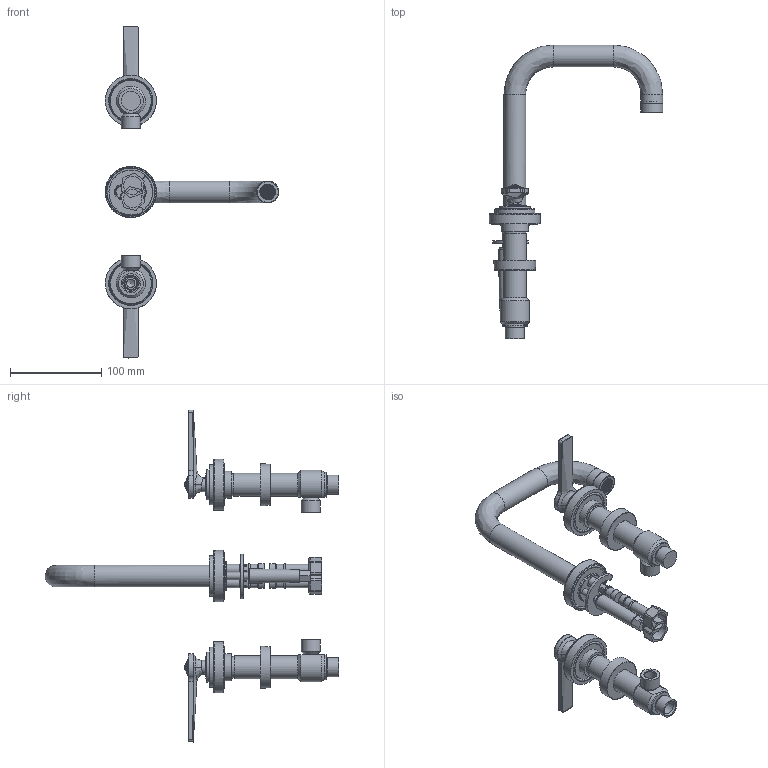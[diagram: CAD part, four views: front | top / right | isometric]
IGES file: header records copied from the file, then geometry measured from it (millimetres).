
Global section: file name: LANDMARK THINNER SPOUTS EXPORTV7K15SLF; native system: Autodesk Inventor 2020; preprocessor: unknown; author: aduggalther; date: 20221125.152151; units: millimetre
Bounding box: 190 x 321.89 x 363.83 mm (x, y, z)
Volume: 391485.2 mm3; surface area: 189960.7 mm2
Topology: 43 solids, 44 shells, 1907 faces, 5088 edges, 3426 vertices
Faces by surface type: bspline 1907
